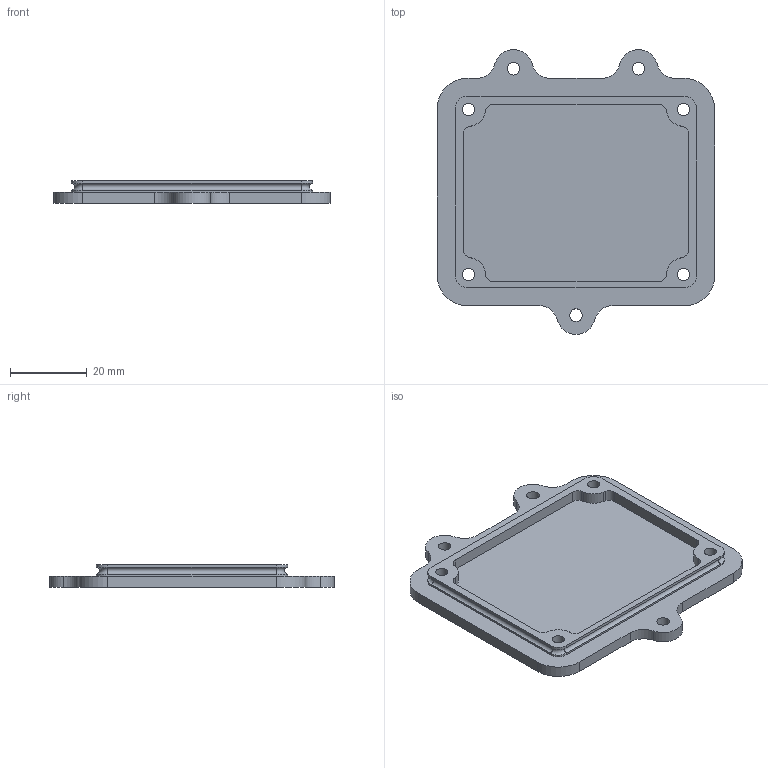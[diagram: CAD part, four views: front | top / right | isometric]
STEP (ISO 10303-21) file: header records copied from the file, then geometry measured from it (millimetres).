
FILE_DESCRIPTION(/* description */ (''),/* implementation_level */ '2;1');
FILE_NAME(/* name */ 'Lid.step',/* time_stamp */ '2025-04-22T21:38:38-04:00',/* author */ (''),/* organization */ (''),/* preprocessor_version */ 'ST-DEVELOPER v20',/* originating_system */ 'Autodesk Translation Framework v13.20.0.188',/* authorisation */ '');
FILE_SCHEMA (('AUTOMOTIVE_DESIGN { 1 0 10303 214 3 1 1 }'));
Length unit declared in the file: millimetre
Products named in the file (1): Lid
Bounding box: 72.4 x 74.4 x 6 mm (x, y, z)
Volume: 14504 mm3; surface area: 11451.5 mm2
Topology: 1 solids, 1 shells, 79 faces, 209 edges, 134 vertices
Faces by surface type: cylinder 44, plane 31, torus 4
Full cylindrical faces by diameter (mm): 3.2 x4, 3.3 x3
Entity records: 2524 total; most frequent: DIRECTION 457, CARTESIAN_POINT 423, ORIENTED_EDGE 418, EDGE_CURVE 209, AXIS2_PLACEMENT_3D 168, VERTEX_POINT 134, LINE 121, VECTOR 121
